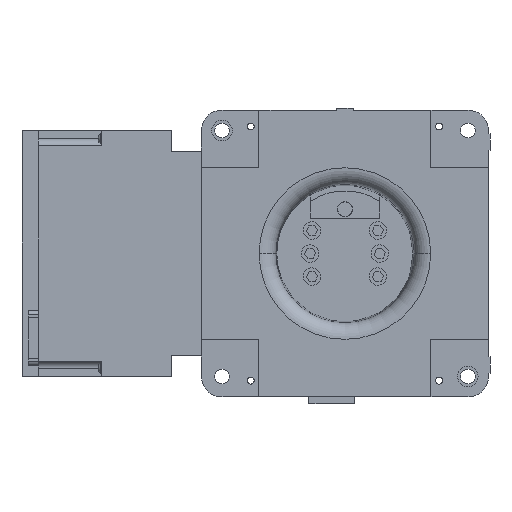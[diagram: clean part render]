
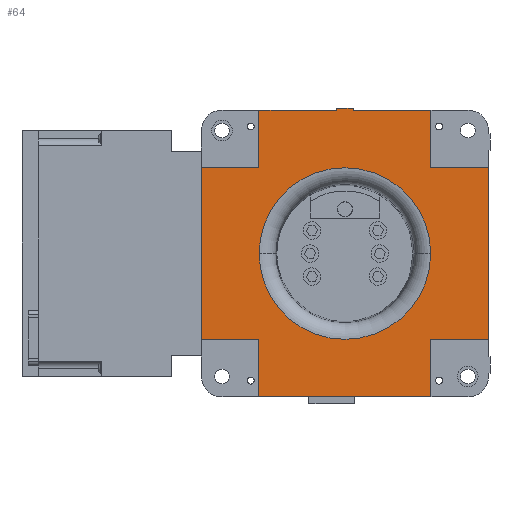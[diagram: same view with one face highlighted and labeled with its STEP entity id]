
A CAD part, front view. The second image highlights one B-rep face of the part: STEP entity #64.
In plain terms, the highlighted planar face has unit normal (0, -1, 0).
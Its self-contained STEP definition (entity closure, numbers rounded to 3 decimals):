
#64 = ADVANCED_FACE ( 'NONE', ( #12111, #12083 ), #11110, .F. ) ;
#696 = EDGE_CURVE ( 'NONE', #10081, #10060, #1678, .T. ) ;
#977 = EDGE_CURVE ( 'NONE', #10060, #10081, #2129, .T. ) ;
#983 = EDGE_CURVE ( 'NONE', #10424, #10423, #2130, .T. ) ;
#984 = EDGE_CURVE ( 'NONE', #10428, #10427, #2128, .T. ) ;
#996 = EDGE_CURVE ( 'NONE', #10427, #10432, #4522, .T. ) ;
#997 = EDGE_CURVE ( 'NONE', #11716, #10424, #4524, .T. ) ;
#998 = EDGE_CURVE ( 'NONE', #10435, #10438, #4526, .T. ) ;
#999 = EDGE_CURVE ( 'NONE', #10436, #10435, #4528, .T. ) ;
#1003 = EDGE_CURVE ( 'NONE', #10442, #10441, #4520, .T. ) ;
#1006 = EDGE_CURVE ( 'NONE', #10441, #10444, #4542, .T. ) ;
#1010 = EDGE_CURVE ( 'NONE', #10447, #10446, #4537, .T. ) ;
#1013 = EDGE_CURVE ( 'NONE', #10448, #11716, #4556, .T. ) ;
#1014 = EDGE_CURVE ( 'NONE', #10445, #10446, #4558, .T. ) ;
#1015 = EDGE_CURVE ( 'NONE', #10444, #10445, #4560, .T. ) ;
#1016 = EDGE_CURVE ( 'NONE', #10448, #10447, #4562, .T. ) ;
#1017 = EDGE_CURVE ( 'NONE', #10432, #10436, #4549, .T. ) ;
#1018 = EDGE_CURVE ( 'NONE', #10423, #10428, #4565, .T. ) ;
#1020 = EDGE_CURVE ( 'NONE', #10438, #10442, #4551, .T. ) ;
#1678 = CIRCLE ( 'NONE', #14697, 104.654 ) ;
#2128 = LINE ( 'NONE', #8991, #4499 ) ;
#2129 = CIRCLE ( 'NONE', #14772, 104.654 ) ;
#2130 = LINE ( 'NONE', #8996, #4497 ) ;
#2901 = CARTESIAN_POINT ( 'NONE',  ( 0., 5., 0. ) ) ;
#2902 = DIRECTION ( 'NONE',  ( 0., 1., 0. ) ) ;
#2903 = DIRECTION ( 'NONE',  ( -1., 0., 0. ) ) ;
#4497 = VECTOR ( 'NONE', #8997, 1000. ) ;
#4499 = VECTOR ( 'NONE', #8999, 1000. ) ;
#4516 = VECTOR ( 'NONE', #9025, 1000. ) ;
#4520 = LINE ( 'NONE', #9036, #4536 ) ;
#4522 = LINE ( 'NONE', #9019, #4516 ) ;
#4524 = LINE ( 'NONE', #9026, #4525 ) ;
#4525 = VECTOR ( 'NONE', #9027, 1000. ) ;
#4526 = LINE ( 'NONE', #9028, #4527 ) ;
#4527 = VECTOR ( 'NONE', #9029, 1000. ) ;
#4528 = LINE ( 'NONE', #9030, #4529 ) ;
#4529 = VECTOR ( 'NONE', #9031, 1000. ) ;
#4536 = VECTOR ( 'NONE', #9039, 1000. ) ;
#4537 = LINE ( 'NONE', #9050, #4550 ) ;
#4542 = LINE ( 'NONE', #9044, #4543 ) ;
#4543 = VECTOR ( 'NONE', #9045, 1000. ) ;
#4549 = LINE ( 'NONE', #9054, #4564 ) ;
#4550 = VECTOR ( 'NONE', #9053, 1000. ) ;
#4551 = LINE ( 'NONE', #9066, #4569 ) ;
#4556 = LINE ( 'NONE', #9058, #4557 ) ;
#4557 = VECTOR ( 'NONE', #9059, 1000. ) ;
#4558 = LINE ( 'NONE', #9060, #4559 ) ;
#4559 = VECTOR ( 'NONE', #9061, 1000. ) ;
#4560 = LINE ( 'NONE', #9062, #4561 ) ;
#4561 = VECTOR ( 'NONE', #9063, 1000. ) ;
#4562 = LINE ( 'NONE', #9064, #4563 ) ;
#4563 = VECTOR ( 'NONE', #9065, 1000. ) ;
#4564 = VECTOR ( 'NONE', #9067, 1000. ) ;
#4565 = LINE ( 'NONE', #9068, #4566 ) ;
#4566 = VECTOR ( 'NONE', #9069, 1000. ) ;
#4569 = VECTOR ( 'NONE', #9074, 1000. ) ;
#8973 = CARTESIAN_POINT ( 'NONE',  ( 0., 5., 0. ) ) ;
#8980 = DIRECTION ( 'NONE',  ( 0., 1., 0. ) ) ;
#8981 = DIRECTION ( 'NONE',  ( -1., 0., 0. ) ) ;
#8991 = CARTESIAN_POINT ( 'NONE',  ( -105., 5., -105. ) ) ;
#8996 = CARTESIAN_POINT ( 'NONE',  ( -175.087, 5., 105. ) ) ;
#8997 = DIRECTION ( 'NONE',  ( -1., 0., 0. ) ) ;
#8999 = DIRECTION ( 'NONE',  ( 1., 0., 0. ) ) ;
#9019 = CARTESIAN_POINT ( 'NONE',  ( -105., 5., -175.087 ) ) ;
#9025 = DIRECTION ( 'NONE',  ( 0., 0., -1. ) ) ;
#9026 = CARTESIAN_POINT ( 'NONE',  ( -105., 5., 105. ) ) ;
#9027 = DIRECTION ( 'NONE',  ( 0., 0., -1. ) ) ;
#9028 = CARTESIAN_POINT ( 'NONE',  ( 105., 5., -105. ) ) ;
#9029 = DIRECTION ( 'NONE',  ( 1., 0., 0. ) ) ;
#9030 = CARTESIAN_POINT ( 'NONE',  ( 105., 5., -175.087 ) ) ;
#9031 = DIRECTION ( 'NONE',  ( 0., 0., 1. ) ) ;
#9036 = CARTESIAN_POINT ( 'NONE',  ( 175.087, 5., 105. ) ) ;
#9039 = DIRECTION ( 'NONE',  ( -1., 0., 0. ) ) ;
#9044 = CARTESIAN_POINT ( 'NONE',  ( 105., 5., 105. ) ) ;
#9045 = DIRECTION ( 'NONE',  ( 0., 0., 1. ) ) ;
#9050 = CARTESIAN_POINT ( 'NONE',  ( 10., 5., 177. ) ) ;
#9053 = DIRECTION ( 'NONE',  ( 1., 0., 0. ) ) ;
#9054 = CARTESIAN_POINT ( 'NONE',  ( 150., 5., -174.93 ) ) ;
#9058 = CARTESIAN_POINT ( 'NONE',  ( 150., 5., 174.93 ) ) ;
#9059 = DIRECTION ( 'NONE',  ( -1., 0., 0. ) ) ;
#9060 = CARTESIAN_POINT ( 'NONE',  ( 10., 5., 170. ) ) ;
#9061 = DIRECTION ( 'NONE',  ( 0., 0., 1. ) ) ;
#9062 = CARTESIAN_POINT ( 'NONE',  ( 150., 5., 174.93 ) ) ;
#9063 = DIRECTION ( 'NONE',  ( -1., 0., 0. ) ) ;
#9064 = CARTESIAN_POINT ( 'NONE',  ( -10., 5., 170. ) ) ;
#9065 = DIRECTION ( 'NONE',  ( 0., 0., 1. ) ) ;
#9066 = CARTESIAN_POINT ( 'NONE',  ( 174.93, 5., -150. ) ) ;
#9067 = DIRECTION ( 'NONE',  ( 1., 0., 0. ) ) ;
#9068 = CARTESIAN_POINT ( 'NONE',  ( -174.93, 5., -150. ) ) ;
#9069 = DIRECTION ( 'NONE',  ( 0., 0., -1. ) ) ;
#9074 = DIRECTION ( 'NONE',  ( 0., 0., 1. ) ) ;
#9686 = CARTESIAN_POINT ( 'NONE',  ( 104.654, 5., 0. ) ) ;
#9707 = CARTESIAN_POINT ( 'NONE',  ( -104.654, 5., 0. ) ) ;
#10060 = VERTEX_POINT ( 'NONE', #9686 ) ;
#10081 = VERTEX_POINT ( 'NONE', #9707 ) ;
#10423 = VERTEX_POINT ( 'NONE', #10750 ) ;
#10424 = VERTEX_POINT ( 'NONE', #10751 ) ;
#10427 = VERTEX_POINT ( 'NONE', #10754 ) ;
#10428 = VERTEX_POINT ( 'NONE', #10755 ) ;
#10432 = VERTEX_POINT ( 'NONE', #10759 ) ;
#10435 = VERTEX_POINT ( 'NONE', #10762 ) ;
#10436 = VERTEX_POINT ( 'NONE', #10763 ) ;
#10438 = VERTEX_POINT ( 'NONE', #10765 ) ;
#10441 = VERTEX_POINT ( 'NONE', #10768 ) ;
#10442 = VERTEX_POINT ( 'NONE', #10769 ) ;
#10444 = VERTEX_POINT ( 'NONE', #10771 ) ;
#10445 = VERTEX_POINT ( 'NONE', #10772 ) ;
#10446 = VERTEX_POINT ( 'NONE', #10773 ) ;
#10447 = VERTEX_POINT ( 'NONE', #10774 ) ;
#10448 = VERTEX_POINT ( 'NONE', #10775 ) ;
#10750 = CARTESIAN_POINT ( 'NONE',  ( -174.93, 5., 105. ) ) ;
#10751 = CARTESIAN_POINT ( 'NONE',  ( -105., 5., 105. ) ) ;
#10754 = CARTESIAN_POINT ( 'NONE',  ( -105., 5., -105. ) ) ;
#10755 = CARTESIAN_POINT ( 'NONE',  ( -174.93, 5., -105. ) ) ;
#10759 = CARTESIAN_POINT ( 'NONE',  ( -105., 5., -174.93 ) ) ;
#10762 = CARTESIAN_POINT ( 'NONE',  ( 105., 5., -105. ) ) ;
#10763 = CARTESIAN_POINT ( 'NONE',  ( 105., 5., -174.93 ) ) ;
#10765 = CARTESIAN_POINT ( 'NONE',  ( 174.93, 5., -105. ) ) ;
#10768 = CARTESIAN_POINT ( 'NONE',  ( 105., 5., 105. ) ) ;
#10769 = CARTESIAN_POINT ( 'NONE',  ( 174.93, 5., 105. ) ) ;
#10771 = CARTESIAN_POINT ( 'NONE',  ( 105., 5., 174.93 ) ) ;
#10772 = CARTESIAN_POINT ( 'NONE',  ( 10., 5., 174.93 ) ) ;
#10773 = CARTESIAN_POINT ( 'NONE',  ( 10., 5., 177. ) ) ;
#10774 = CARTESIAN_POINT ( 'NONE',  ( -10., 5., 177. ) ) ;
#10775 = CARTESIAN_POINT ( 'NONE',  ( -10., 5., 174.93 ) ) ;
#10791 = CARTESIAN_POINT ( 'NONE',  ( -105., 5., 174.93 ) ) ;
#11110 = PLANE ( 'NONE',  #13316 ) ;
#11136 = CARTESIAN_POINT ( 'NONE',  ( -105., 5., -175.087 ) ) ;
#11183 = DIRECTION ( 'NONE',  ( -1., 0., 0. ) ) ;
#11184 = DIRECTION ( 'NONE',  ( 0., 1., 0. ) ) ;
#11716 = VERTEX_POINT ( 'NONE', #10791 ) ;
#12083 = FACE_BOUND ( 'NONE', #13911, .T. ) ;
#12111 = FACE_OUTER_BOUND ( 'NONE', #13902, .T. ) ;
#12665 = ORIENTED_EDGE ( 'NONE', *, *, #1015, .T. ) ;
#12666 = ORIENTED_EDGE ( 'NONE', *, *, #1014, .T. ) ;
#12667 = ORIENTED_EDGE ( 'NONE', *, *, #1010, .F. ) ;
#12668 = ORIENTED_EDGE ( 'NONE', *, *, #1016, .F. ) ;
#12669 = ORIENTED_EDGE ( 'NONE', *, *, #1013, .T. ) ;
#12670 = ORIENTED_EDGE ( 'NONE', *, *, #997, .T. ) ;
#12671 = ORIENTED_EDGE ( 'NONE', *, *, #983, .T. ) ;
#12672 = ORIENTED_EDGE ( 'NONE', *, *, #1018, .T. ) ;
#12673 = ORIENTED_EDGE ( 'NONE', *, *, #984, .T. ) ;
#12674 = ORIENTED_EDGE ( 'NONE', *, *, #996, .T. ) ;
#12675 = ORIENTED_EDGE ( 'NONE', *, *, #1017, .T. ) ;
#12676 = ORIENTED_EDGE ( 'NONE', *, *, #999, .T. ) ;
#12677 = ORIENTED_EDGE ( 'NONE', *, *, #998, .T. ) ;
#12678 = ORIENTED_EDGE ( 'NONE', *, *, #1020, .T. ) ;
#12679 = ORIENTED_EDGE ( 'NONE', *, *, #1003, .T. ) ;
#12680 = ORIENTED_EDGE ( 'NONE', *, *, #1006, .T. ) ;
#12681 = ORIENTED_EDGE ( 'NONE', *, *, #696, .T. ) ;
#12682 = ORIENTED_EDGE ( 'NONE', *, *, #977, .T. ) ;
#13316 = AXIS2_PLACEMENT_3D ( 'NONE', #11136, #11184, #11183 ) ;
#13902 = EDGE_LOOP ( 'NONE', ( #12665, #12666, #12667, #12668, #12669, #12670, #12671, #12672, #12673, #12674, #12675, #12676, #12677, #12678, #12679, #12680 ) ) ;
#13911 = EDGE_LOOP ( 'NONE', ( #12681, #12682 ) ) ;
#14697 = AXIS2_PLACEMENT_3D ( 'NONE', #2901, #2902, #2903 ) ;
#14772 = AXIS2_PLACEMENT_3D ( 'NONE', #8973, #8980, #8981 ) ;
